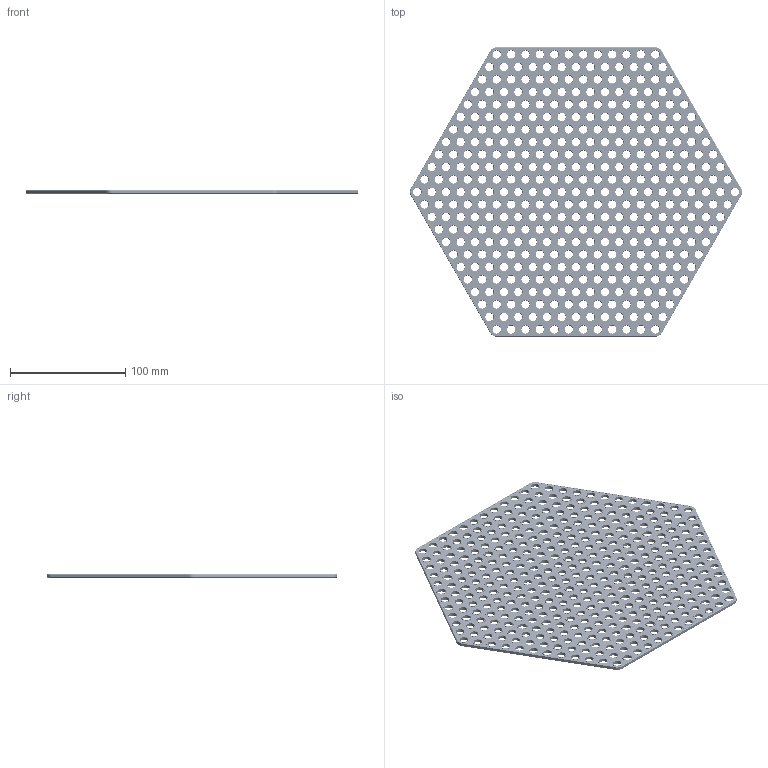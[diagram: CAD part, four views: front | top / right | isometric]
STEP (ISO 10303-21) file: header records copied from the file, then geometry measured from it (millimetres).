
FILE_DESCRIPTION(('FreeCAD Model'),'2;1');
FILE_NAME('Open CASCADE Shape Model','2024-01-31T19:19:54',(''),(''), 'Open CASCADE STEP processor 7.6','FreeCAD','Unknown');
FILE_SCHEMA(('AUTOMOTIVE_DESIGN { 1 0 10303 214 1 1 1 1 }'));
Products named in the file (1): Plate HEX CRNR BU23x00.25 - SPN-PLT-0011 (stemfie.org)
Bounding box: 287.5 x 250.66 x 3.12 mm (x, y, z)
Volume: 115953.4 mm3; surface area: 107412.4 mm2
Topology: 1 solids, 1 shells, 2749 faces, 6422 edges, 4104 vertices
Faces by surface type: cone 1092, cylinder 806, plane 733, extrusion 118
Full cylindrical faces by diameter (mm): 7 x397, 9.2 x397
Entity records: 166995 total; most frequent: CARTESIAN_POINT 35297, DIRECTION 25114, ORIENTED_EDGE 12844, PCURVE 12844, DEFINITIONAL_REPRESENTATION 12844, VECTOR 12068, LINE 11950, EDGE_CURVE 6422
